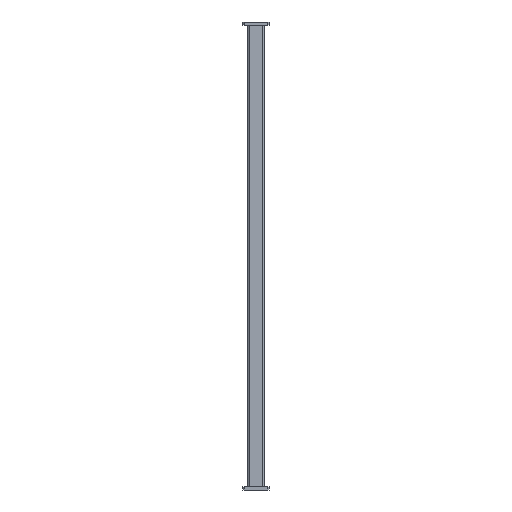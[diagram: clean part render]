
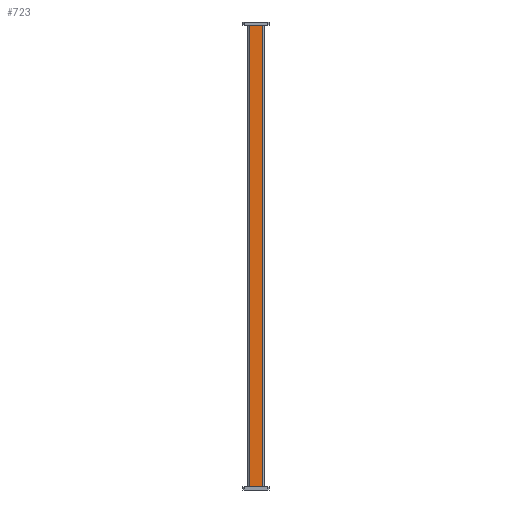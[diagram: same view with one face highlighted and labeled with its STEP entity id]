
A CAD part, front view. The second image highlights one B-rep face of the part: STEP entity #723.
In plain terms, the highlighted planar face has unit normal (0, -1, 0).
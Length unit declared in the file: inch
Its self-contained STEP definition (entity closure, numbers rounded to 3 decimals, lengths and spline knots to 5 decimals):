
#91 = CARTESIAN_POINT ( 'NONE',  ( -0.525, -0.3125, -37.16132 ) ) ;
#144 = CARTESIAN_POINT ( 'NONE',  ( 0.625, -0.3125, -35.76378 ) ) ;
#276 = DIRECTION ( 'NONE',  ( 0., 1., 0. ) ) ;
#281 = VERTEX_POINT ( 'NONE', #1044 ) ;
#326 = VERTEX_POINT ( 'NONE', #2180 ) ;
#468 = ORIENTED_EDGE ( 'NONE', *, *, #2143, .T. ) ;
#495 = DIRECTION ( 'NONE',  ( 0., 0., 1. ) ) ;
#519 = CARTESIAN_POINT ( 'NONE',  ( 0.625, -0.3125, -0.23622 ) ) ;
#576 = FACE_OUTER_BOUND ( 'NONE', #1109, .T. ) ;
#579 = LINE ( 'NONE', #91, #2888 ) ;
#723 = ADVANCED_FACE ( 'NONE', ( #576 ), #2706, .F. ) ;
#733 = CARTESIAN_POINT ( 'NONE',  ( 0.525, -0.3125, -0.23622 ) ) ;
#881 = EDGE_CURVE ( 'NONE', #2900, #326, #1067, .T. ) ;
#974 = DIRECTION ( 'NONE',  ( 1., 0., 0. ) ) ;
#1006 = VERTEX_POINT ( 'NONE', #3043 ) ;
#1021 = LINE ( 'NONE', #144, #2499 ) ;
#1044 = CARTESIAN_POINT ( 'NONE',  ( 0.525, -0.3125, -35.76378 ) ) ;
#1067 = LINE ( 'NONE', #519, #3182 ) ;
#1109 = EDGE_LOOP ( 'NONE', ( #1524, #2304, #468, #1565 ) ) ;
#1224 = VECTOR ( 'NONE', #495, 39.37008 ) ;
#1428 = AXIS2_PLACEMENT_3D ( 'NONE', #1659, #276, #2954 ) ;
#1463 = DIRECTION ( 'NONE',  ( 0., 0., -1. ) ) ;
#1524 = ORIENTED_EDGE ( 'NONE', *, *, #881, .T. ) ;
#1565 = ORIENTED_EDGE ( 'NONE', *, *, #3305, .T. ) ;
#1659 = CARTESIAN_POINT ( 'NONE',  ( 0.625, -0.3125, -37.16132 ) ) ;
#2143 = EDGE_CURVE ( 'NONE', #1006, #281, #1021, .T. ) ;
#2180 = CARTESIAN_POINT ( 'NONE',  ( -0.525, -0.3125, -0.23622 ) ) ;
#2304 = ORIENTED_EDGE ( 'NONE', *, *, #2511, .T. ) ;
#2363 = LINE ( 'NONE', #3175, #1224 ) ;
#2499 = VECTOR ( 'NONE', #974, 39.37008 ) ;
#2511 = EDGE_CURVE ( 'NONE', #326, #1006, #579, .T. ) ;
#2706 = PLANE ( 'NONE',  #1428 ) ;
#2888 = VECTOR ( 'NONE', #1463, 39.37008 ) ;
#2900 = VERTEX_POINT ( 'NONE', #733 ) ;
#2929 = DIRECTION ( 'NONE',  ( -1., 0., 0. ) ) ;
#2954 = DIRECTION ( 'NONE',  ( 0., 0., 1. ) ) ;
#3043 = CARTESIAN_POINT ( 'NONE',  ( -0.525, -0.3125, -35.76378 ) ) ;
#3175 = CARTESIAN_POINT ( 'NONE',  ( 0.525, -0.3125, -37.16132 ) ) ;
#3182 = VECTOR ( 'NONE', #2929, 39.37008 ) ;
#3305 = EDGE_CURVE ( 'NONE', #281, #2900, #2363, .T. ) ;
